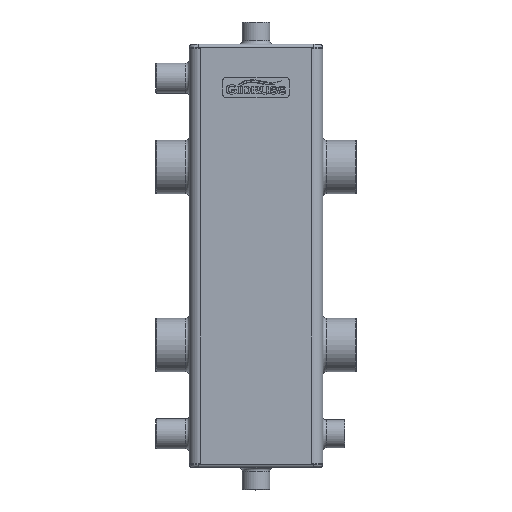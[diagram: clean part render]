
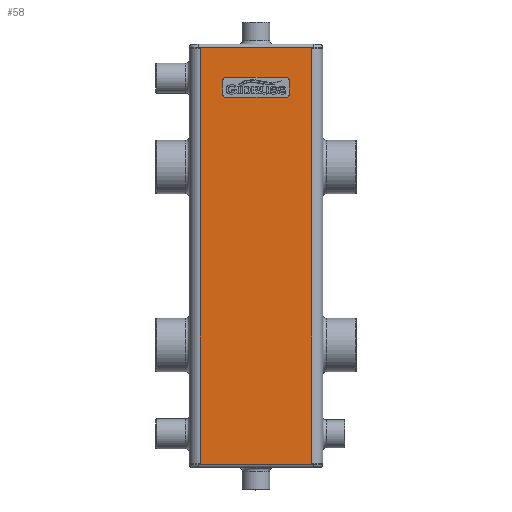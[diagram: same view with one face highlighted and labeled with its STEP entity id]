
A CAD part, top view. The second image highlights one B-rep face of the part: STEP entity #58.
In plain terms, the highlighted planar face has unit normal (0, 0, 1).
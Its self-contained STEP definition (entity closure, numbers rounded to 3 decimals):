
#58=ADVANCED_FACE('',(#6151,#6153),#6155,.T.);
#6151=FACE_BOUND('',#6152,.T.);
#6152=EDGE_LOOP('',(#13624,#13625,#13626,#13627,#13628,#13629,#13630,#13631,#13632,
#13633,#13634,#13635,#13636,#13637,#13638,#13639));
#6153=FACE_BOUND('',#6154,.T.);
#6154=EDGE_LOOP('',(#13640,#13641,#13642,#13643,#13644,#13645,#13646,#13647));
#6155=PLANE('',#6156);
#6156=AXIS2_PLACEMENT_3D('',#6157,#6158,#6159);
#6157=CARTESIAN_POINT('',(-50.,0.,79.967));
#6158=DIRECTION('',(0.,0.,1.));
#6159=DIRECTION('',(1.,0.,0.));
#13624=ORIENTED_EDGE('',*,*,#16890,.T.);
#13625=ORIENTED_EDGE('',*,*,#16891,.T.);
#13626=ORIENTED_EDGE('',*,*,#16892,.T.);
#13627=ORIENTED_EDGE('',*,*,#16893,.T.);
#13628=ORIENTED_EDGE('',*,*,#16894,.F.);
#13629=ORIENTED_EDGE('',*,*,#16895,.F.);
#13630=ORIENTED_EDGE('',*,*,#16896,.F.);
#13631=ORIENTED_EDGE('',*,*,#16897,.T.);
#13632=ORIENTED_EDGE('',*,*,#16898,.F.);
#13633=ORIENTED_EDGE('',*,*,#16899,.T.);
#13634=ORIENTED_EDGE('',*,*,#16900,.T.);
#13635=ORIENTED_EDGE('',*,*,#16901,.T.);
#13636=ORIENTED_EDGE('',*,*,#16902,.F.);
#13637=ORIENTED_EDGE('',*,*,#16903,.F.);
#13638=ORIENTED_EDGE('',*,*,#16904,.F.);
#13639=ORIENTED_EDGE('',*,*,#16905,.T.);
#13640=ORIENTED_EDGE('',*,*,#16906,.F.);
#13641=ORIENTED_EDGE('',*,*,#16907,.F.);
#13642=ORIENTED_EDGE('',*,*,#16908,.F.);
#13643=ORIENTED_EDGE('',*,*,#16909,.F.);
#13644=ORIENTED_EDGE('',*,*,#16910,.F.);
#13645=ORIENTED_EDGE('',*,*,#16911,.F.);
#13646=ORIENTED_EDGE('',*,*,#16912,.F.);
#13647=ORIENTED_EDGE('',*,*,#16913,.F.);
#16890=EDGE_CURVE('',#18523,#18524,#18525,.T.);
#16891=EDGE_CURVE('',#18524,#18526,#18527,.T.);
#16892=EDGE_CURVE('',#18526,#18528,#18529,.T.);
#16893=EDGE_CURVE('',#18528,#18530,#18531,.F.);
#16894=EDGE_CURVE('',#18532,#18530,#18533,.T.);
#16895=EDGE_CURVE('',#18534,#18532,#18535,.F.);
#16896=EDGE_CURVE('',#18536,#18534,#18537,.T.);
#16897=EDGE_CURVE('',#18536,#18538,#18539,.T.);
#16898=EDGE_CURVE('',#18540,#18538,#18541,.T.);
#16899=EDGE_CURVE('',#18540,#18542,#18543,.T.);
#16900=EDGE_CURVE('',#18542,#18544,#18545,.T.);
#16901=EDGE_CURVE('',#18544,#18546,#18547,.F.);
#16902=EDGE_CURVE('',#18548,#18546,#18549,.T.);
#16903=EDGE_CURVE('',#18550,#18548,#18551,.F.);
#16904=EDGE_CURVE('',#18552,#18550,#18553,.T.);
#16905=EDGE_CURVE('',#18552,#18523,#18554,.T.);
#16906=EDGE_CURVE('',#18555,#18556,#18557,.T.);
#16907=EDGE_CURVE('',#18558,#18555,#18559,.T.);
#16908=EDGE_CURVE('',#18560,#18558,#18561,.T.);
#16909=EDGE_CURVE('',#18562,#18560,#18563,.T.);
#16910=EDGE_CURVE('',#18564,#18562,#18565,.T.);
#16911=EDGE_CURVE('',#18566,#18564,#18567,.T.);
#16912=EDGE_CURVE('',#18568,#18566,#18569,.T.);
#16913=EDGE_CURVE('',#18556,#18568,#18570,.T.);
#18523=VERTEX_POINT('',#21409);
#18524=VERTEX_POINT('',#21410);
#18525=LINE('',#21411,#21412);
#18526=VERTEX_POINT('',#21414);
#18527=LINE('',#21415,#21416);
#18528=VERTEX_POINT('',#21418);
#18529=LINE('',#21419,#21420);
#18530=VERTEX_POINT('',#21422);
#18531=LINE('',#21423,#21424);
#18532=VERTEX_POINT('',#21426);
#18533=LINE('',#21427,#21428);
#18534=VERTEX_POINT('',#21430);
#18535=LINE('',#21431,#21432);
#18536=VERTEX_POINT('',#21434);
#18537=LINE('',#21435,#21436);
#18538=VERTEX_POINT('',#21438);
#18539=LINE('',#21439,#21440);
#18540=VERTEX_POINT('',#21442);
#18541=LINE('',#21443,#21444);
#18542=VERTEX_POINT('',#21446);
#18543=LINE('',#21447,#21448);
#18544=VERTEX_POINT('',#21450);
#18545=LINE('',#21451,#21452);
#18546=VERTEX_POINT('',#21454);
#18547=LINE('',#21455,#21456);
#18548=VERTEX_POINT('',#21458);
#18549=LINE('',#21459,#21460);
#18550=VERTEX_POINT('',#21462);
#18551=LINE('',#21463,#21464);
#18552=VERTEX_POINT('',#21466);
#18553=LINE('',#21467,#21468);
#18554=LINE('',#21470,#21471);
#18555=VERTEX_POINT('',#21473);
#18556=VERTEX_POINT('',#21474);
#18557=CIRCLE('',#21475,3.);
#18558=VERTEX_POINT('',#21479);
#18559=LINE('',#21480,#21481);
#18560=VERTEX_POINT('',#21483);
#18561=CIRCLE('',#21484,3.);
#18562=VERTEX_POINT('',#21488);
#18563=LINE('',#21489,#21490);
#18564=VERTEX_POINT('',#21492);
#18565=CIRCLE('',#21493,3.);
#18566=VERTEX_POINT('',#21497);
#18567=LINE('',#21498,#21499);
#18568=VERTEX_POINT('',#21501);
#18569=CIRCLE('',#21502,3.);
#18570=LINE('',#21506,#21507);
#21409=CARTESIAN_POINT('',(50.,0.,79.967));
#21410=CARTESIAN_POINT('',(50.,373.,79.967));
#21411=CARTESIAN_POINT('',(50.,0.,79.967));
#21412=VECTOR('',#21413,1.);
#21413=DIRECTION('',(0.,1.,0.));
#21414=CARTESIAN_POINT('',(52.,373.,79.967));
#21415=CARTESIAN_POINT('',(50.,373.,79.967));
#21416=VECTOR('',#21417,1.);
#21417=DIRECTION('',(1.,0.,0.));
#21418=CARTESIAN_POINT('',(52.,374.04,79.967));
#21419=CARTESIAN_POINT('',(52.,373.,79.967));
#21420=VECTOR('',#21421,1.);
#21421=DIRECTION('',(0.,1.,0.));
#21422=CARTESIAN_POINT('',(52.,374.042,79.967));
#21423=CARTESIAN_POINT('',(52.,374.042,79.967));
#21424=VECTOR('',#21425,1.);
#21425=DIRECTION('',(0.,-1.,0.));
#21426=CARTESIAN_POINT('',(-52.,374.042,79.967));
#21427=CARTESIAN_POINT('',(-52.,374.042,79.967));
#21428=VECTOR('',#21429,1.);
#21429=DIRECTION('',(1.,0.,0.));
#21430=CARTESIAN_POINT('',(-52.,374.04,79.967));
#21431=CARTESIAN_POINT('',(-52.,374.042,79.967));
#21432=VECTOR('',#21433,1.);
#21433=DIRECTION('',(0.,-1.,0.));
#21434=CARTESIAN_POINT('',(-52.,373.,79.967));
#21435=CARTESIAN_POINT('',(-52.,373.,79.967));
#21436=VECTOR('',#21437,1.);
#21437=DIRECTION('',(0.,1.,0.));
#21438=CARTESIAN_POINT('',(-50.,373.,79.967));
#21439=CARTESIAN_POINT('',(-52.,373.,79.967));
#21440=VECTOR('',#21441,1.);
#21441=DIRECTION('',(1.,0.,0.));
#21442=CARTESIAN_POINT('',(-50.,0.,79.967));
#21443=CARTESIAN_POINT('',(-50.,0.,79.967));
#21444=VECTOR('',#21445,1.);
#21445=DIRECTION('',(0.,1.,0.));
#21446=CARTESIAN_POINT('',(-52.,0.,79.967));
#21447=CARTESIAN_POINT('',(-50.,0.,79.967));
#21448=VECTOR('',#21449,1.);
#21449=DIRECTION('',(-1.,0.,0.));
#21450=CARTESIAN_POINT('',(-52.,-1.04,79.967));
#21451=CARTESIAN_POINT('',(-52.,0.,79.967));
#21452=VECTOR('',#21453,1.);
#21453=DIRECTION('',(0.,-1.,0.));
#21454=CARTESIAN_POINT('',(-52.,-1.042,79.967));
#21455=CARTESIAN_POINT('',(-52.,-1.042,79.967));
#21456=VECTOR('',#21457,1.);
#21457=DIRECTION('',(0.,1.,0.));
#21458=CARTESIAN_POINT('',(52.,-1.042,79.967));
#21459=CARTESIAN_POINT('',(52.,-1.042,79.967));
#21460=VECTOR('',#21461,1.);
#21461=DIRECTION('',(-1.,0.,0.));
#21462=CARTESIAN_POINT('',(52.,-1.04,79.967));
#21463=CARTESIAN_POINT('',(52.,-1.042,79.967));
#21464=VECTOR('',#21465,1.);
#21465=DIRECTION('',(0.,1.,0.));
#21466=CARTESIAN_POINT('',(52.,0.,79.967));
#21467=CARTESIAN_POINT('',(52.,0.,79.967));
#21468=VECTOR('',#21469,1.);
#21469=DIRECTION('',(0.,-1.,0.));
#21470=CARTESIAN_POINT('',(52.,0.,79.967));
#21471=VECTOR('',#21472,1.);
#21472=DIRECTION('',(-1.,0.,0.));
#21473=CARTESIAN_POINT('',(30.,344.001,79.967));
#21474=CARTESIAN_POINT('',(27.,347.001,79.967));
#21475=AXIS2_PLACEMENT_3D('',#21476,#21477,#21478);
#21476=CARTESIAN_POINT('',(27.,344.001,79.967));
#21477=DIRECTION('',(0.,0.,1.));
#21478=DIRECTION('',(1.,0.,0.));
#21479=CARTESIAN_POINT('',(30.,332.001,79.967));
#21480=CARTESIAN_POINT('',(30.,332.001,79.967));
#21481=VECTOR('',#21482,1.);
#21482=DIRECTION('',(0.,1.,0.));
#21483=CARTESIAN_POINT('',(27.,329.001,79.967));
#21484=AXIS2_PLACEMENT_3D('',#21485,#21486,#21487);
#21485=CARTESIAN_POINT('',(27.,332.001,79.967));
#21486=DIRECTION('',(0.,0.,1.));
#21487=DIRECTION('',(0.,-1.,0.));
#21488=CARTESIAN_POINT('',(-27.,329.001,79.967));
#21489=CARTESIAN_POINT('',(-27.,329.001,79.967));
#21490=VECTOR('',#21491,1.);
#21491=DIRECTION('',(1.,0.,0.));
#21492=CARTESIAN_POINT('',(-30.,332.001,79.967));
#21493=AXIS2_PLACEMENT_3D('',#21494,#21495,#21496);
#21494=CARTESIAN_POINT('',(-27.,332.001,79.967));
#21495=DIRECTION('',(0.,0.,1.));
#21496=DIRECTION('',(-1.,0.,0.));
#21497=CARTESIAN_POINT('',(-30.,344.001,79.967));
#21498=CARTESIAN_POINT('',(-30.,344.001,79.967));
#21499=VECTOR('',#21500,1.);
#21500=DIRECTION('',(0.,-1.,0.));
#21501=CARTESIAN_POINT('',(-27.,347.001,79.967));
#21502=AXIS2_PLACEMENT_3D('',#21503,#21504,#21505);
#21503=CARTESIAN_POINT('',(-27.,344.001,79.967));
#21504=DIRECTION('',(0.,0.,1.));
#21505=DIRECTION('',(0.,1.,0.));
#21506=CARTESIAN_POINT('',(27.,347.001,79.967));
#21507=VECTOR('',#21508,1.);
#21508=DIRECTION('',(-1.,0.,0.));
